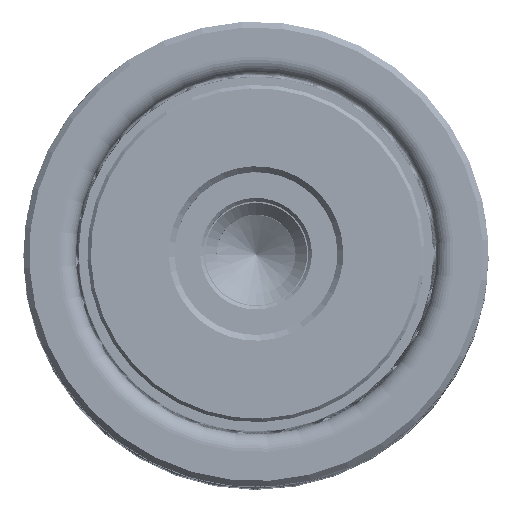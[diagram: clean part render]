
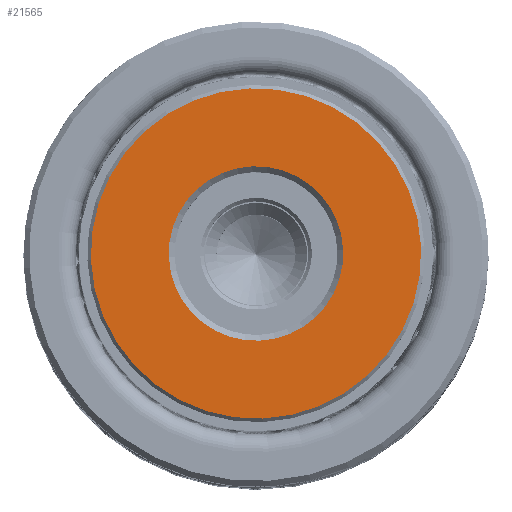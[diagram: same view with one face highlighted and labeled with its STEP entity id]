
A CAD part, top view. The second image highlights one B-rep face of the part: STEP entity #21565.
In plain terms, the highlighted face is planar.
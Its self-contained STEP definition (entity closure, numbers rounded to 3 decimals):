
#576 = EDGE_CURVE ( 'NONE', #39389, #4261, #34161, .T. ) ;
#895 = EDGE_CURVE ( 'NONE', #30685, #43776, #12029, .T. ) ;
#1370 = AXIS2_PLACEMENT_3D ( 'NONE', #6838, #31566, #10383 ) ;
#2268 = CARTESIAN_POINT ( 'NONE',  ( -7.5, 0., 0. ) ) ;
#4261 = VERTEX_POINT ( 'NONE', #37629 ) ;
#4603 = ORIENTED_EDGE ( 'NONE', *, *, #10279, .T. ) ;
#4788 = EDGE_LOOP ( 'NONE', ( #8259, #19000 ) ) ;
#5079 = DIRECTION ( 'NONE',  ( 0., 0., 1. ) ) ;
#5194 = AXIS2_PLACEMENT_3D ( 'NONE', #27183, #5996, #30723 ) ;
#5958 = AXIS2_PLACEMENT_3D ( 'NONE', #13454, #6509, #31230 ) ;
#5996 = DIRECTION ( 'NONE',  ( 0., 0., 1. ) ) ;
#6509 = DIRECTION ( 'NONE',  ( 0., 0., 1. ) ) ;
#6838 = CARTESIAN_POINT ( 'NONE',  ( 0., 0., 0. ) ) ;
#8259 = ORIENTED_EDGE ( 'NONE', *, *, #576, .T. ) ;
#10279 = EDGE_CURVE ( 'NONE', #43776, #30685, #25319, .T. ) ;
#10383 = DIRECTION ( 'NONE',  ( 1., 0., 0. ) ) ;
#12029 = CIRCLE ( 'NONE', #25116, 7.5 ) ;
#13206 = FACE_OUTER_BOUND ( 'NONE', #4788, .T. ) ;
#13454 = CARTESIAN_POINT ( 'NONE',  ( 0., 0., 0. ) ) ;
#14424 = CARTESIAN_POINT ( 'NONE',  ( 0., 0., 0. ) ) ;
#17915 = CARTESIAN_POINT ( 'NONE',  ( 7.5, 0., 0. ) ) ;
#17995 = DIRECTION ( 'NONE',  ( 1., 0., 0. ) ) ;
#19000 = ORIENTED_EDGE ( 'NONE', *, *, #37960, .T. ) ;
#20902 = EDGE_LOOP ( 'NONE', ( #29193, #4603 ) ) ;
#21054 = CIRCLE ( 'NONE', #24884, 14.2 ) ;
#21565 = ADVANCED_FACE ( 'NONE', ( #13206, #40295 ), #45269, .F. ) ;
#24884 = AXIS2_PLACEMENT_3D ( 'NONE', #14424, #39139, #17995 ) ;
#25116 = AXIS2_PLACEMENT_3D ( 'NONE', #26290, #5079, #29822 ) ;
#25319 = CIRCLE ( 'NONE', #5194, 7.5 ) ;
#26290 = CARTESIAN_POINT ( 'NONE',  ( 0., 0., 0. ) ) ;
#27183 = CARTESIAN_POINT ( 'NONE',  ( 0., 0., 0. ) ) ;
#29193 = ORIENTED_EDGE ( 'NONE', *, *, #895, .T. ) ;
#29822 = DIRECTION ( 'NONE',  ( 1., 0., 0. ) ) ;
#30685 = VERTEX_POINT ( 'NONE', #2268 ) ;
#30723 = DIRECTION ( 'NONE',  ( 1., 0., 0. ) ) ;
#31230 = DIRECTION ( 'NONE',  ( 1., 0., 0. ) ) ;
#31566 = DIRECTION ( 'NONE',  ( 0., 0., -1. ) ) ;
#34161 = CIRCLE ( 'NONE', #1370, 14.2 ) ;
#35964 = CARTESIAN_POINT ( 'NONE',  ( 14.2, 0., 0. ) ) ;
#37629 = CARTESIAN_POINT ( 'NONE',  ( -14.2, 0., 0. ) ) ;
#37960 = EDGE_CURVE ( 'NONE', #4261, #39389, #21054, .T. ) ;
#39139 = DIRECTION ( 'NONE',  ( 0., 0., -1. ) ) ;
#39389 = VERTEX_POINT ( 'NONE', #35964 ) ;
#40295 = FACE_BOUND ( 'NONE', #20902, .T. ) ;
#43776 = VERTEX_POINT ( 'NONE', #17915 ) ;
#45269 = PLANE ( 'NONE',  #5958 ) ;
